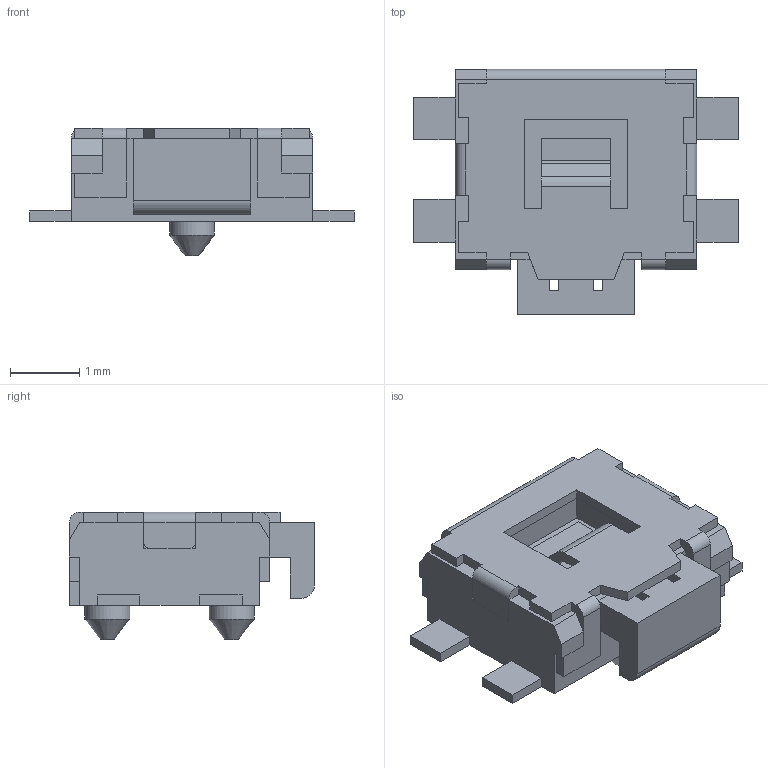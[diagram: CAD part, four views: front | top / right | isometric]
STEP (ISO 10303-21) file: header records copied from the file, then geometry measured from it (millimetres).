
FILE_DESCRIPTION(/* description */ ('model of SW_SPST_EVQP7C'),/* implementation_level */ '2;1');
FILE_NAME(/* name */ 'SW_SPST_EVQP7C.step',/* time_stamp */ '1970-01-01T00:00:00',/* author */ ('KiCAD','kicad'),/* organization */ ('OCCT'),/* preprocessor_version */ '',/* originating_system */ 'KiCAD',/* authorisation */ '');
FILE_SCHEMA(('AUTOMOTIVE_DESIGN { 1 0 10303 214 1 1 1 1 }'));
Length unit declared in the file: millimetre
Products named in the file (1): SW_SPST_EVQP7C
Bounding box: 4.7 x 3.55 x 1.85 mm (x, y, z)
Volume: 13.6 mm3; surface area: 54.4 mm2
Topology: 1 solids, 1 shells, 157 faces, 438 edges, 282 vertices
Faces by surface type: plane 139, cylinder 16, cone 2
Full cylindrical faces by diameter (mm): 0.65 x2
Entity records: 3218 total; most frequent: ORIENTED_EDGE 690, EDGE_CURVE 438, CARTESIAN_POINT 373, LINE 339, VERTEX_POINT 282, AXIS2_PLACEMENT_3D 167, FACE_BOUND 160, EDGE_LOOP 160
